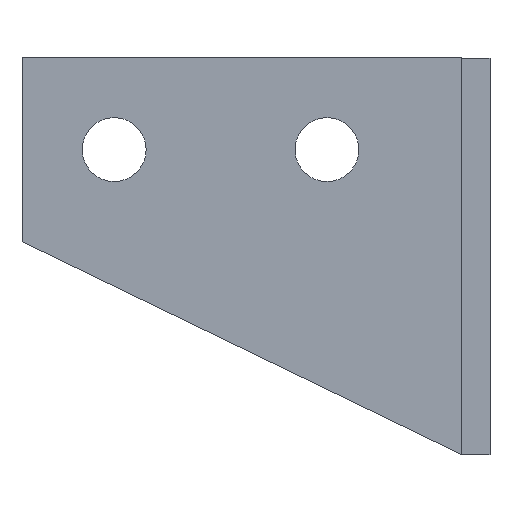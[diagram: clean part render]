
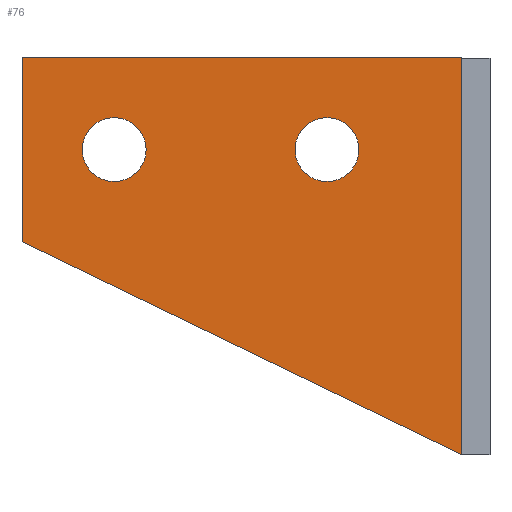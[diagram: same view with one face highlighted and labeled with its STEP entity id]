
A CAD part, front view. The second image highlights one B-rep face of the part: STEP entity #76.
In plain terms, the highlighted planar face has unit normal (0, -1, 0).
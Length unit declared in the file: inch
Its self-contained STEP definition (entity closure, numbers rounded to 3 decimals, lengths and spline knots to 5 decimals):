
#76=ADVANCED_FACE('',(#163,#164,#165),#166,.T.);
#163=FACE_BOUND('',#308,.T.);
#164=FACE_BOUND('',#309,.T.);
#165=FACE_OUTER_BOUND('',#310,.T.);
#166=PLANE('',#311);
#308=EDGE_LOOP('',(#498,#499,#500,#501));
#309=EDGE_LOOP('',(#502,#503,#504,#505));
#310=EDGE_LOOP('',(#506,#507,#508,#509));
#311=AXIS2_PLACEMENT_3D('',#510,#511,#512);
#498=ORIENTED_EDGE('',*,*,#713,.F.);
#499=ORIENTED_EDGE('',*,*,#685,.F.);
#500=ORIENTED_EDGE('',*,*,#690,.F.);
#501=ORIENTED_EDGE('',*,*,#714,.F.);
#502=ORIENTED_EDGE('',*,*,#715,.F.);
#503=ORIENTED_EDGE('',*,*,#716,.F.);
#504=ORIENTED_EDGE('',*,*,#717,.F.);
#505=ORIENTED_EDGE('',*,*,#718,.F.);
#506=ORIENTED_EDGE('',*,*,#699,.F.);
#507=ORIENTED_EDGE('',*,*,#719,.F.);
#508=ORIENTED_EDGE('',*,*,#720,.F.);
#509=ORIENTED_EDGE('',*,*,#721,.F.);
#510=CARTESIAN_POINT('',(2.21531,0.,0.2368));
#511=DIRECTION('',(0.0,-1.0,0.0));
#512=DIRECTION('',(1.0,0.0,0.0));
#685=EDGE_CURVE('',#791,#792,#793,.T.);
#690=EDGE_CURVE('',#800,#791,#801,.T.);
#699=EDGE_CURVE('',#815,#816,#817,.T.);
#713=EDGE_CURVE('',#792,#839,#840,.T.);
#714=EDGE_CURVE('',#839,#800,#841,.T.);
#715=EDGE_CURVE('',#842,#843,#844,.T.);
#716=EDGE_CURVE('',#845,#842,#846,.T.);
#717=EDGE_CURVE('',#847,#845,#848,.T.);
#718=EDGE_CURVE('',#843,#847,#849,.T.);
#719=EDGE_CURVE('',#850,#815,#851,.T.);
#720=EDGE_CURVE('',#852,#850,#853,.T.);
#721=EDGE_CURVE('',#816,#852,#854,.T.);
#791=VERTEX_POINT('',#947);
#792=VERTEX_POINT('',#948);
#793=B_SPLINE_CURVE_WITH_KNOTS('',3,(#949,#950,#951,#952),.UNSPECIFIED.,.F.,.F.,(4,4),(0.0,80.0),.UNSPECIFIED.);
#800=VERTEX_POINT('',#964);
#801=B_SPLINE_CURVE_WITH_KNOTS('',3,(#965,#966,#967,#968),.UNSPECIFIED.,.F.,.F.,(4,4),(0.0,80.0),.UNSPECIFIED.);
#815=VERTEX_POINT('',#994);
#816=VERTEX_POINT('',#995);
#817=LINE('',#996,#997);
#839=VERTEX_POINT('',#1037);
#840=B_SPLINE_CURVE_WITH_KNOTS('',3,(#1038,#1039,#1040,#1041),.UNSPECIFIED.,.F.,.F.,(4,4),(0.0,80.0),.UNSPECIFIED.);
#841=B_SPLINE_CURVE_WITH_KNOTS('',3,(#1042,#1043,#1044,#1045),.UNSPECIFIED.,.F.,.F.,(4,4),(0.0,80.0),.UNSPECIFIED.);
#842=VERTEX_POINT('',#1046);
#843=VERTEX_POINT('',#1047);
#844=B_SPLINE_CURVE_WITH_KNOTS('',3,(#1048,#1049,#1050,#1051),.UNSPECIFIED.,.F.,.F.,(4,4),(0.0,80.0),.UNSPECIFIED.);
#845=VERTEX_POINT('',#1052);
#846=B_SPLINE_CURVE_WITH_KNOTS('',3,(#1053,#1054,#1055,#1056),.UNSPECIFIED.,.F.,.F.,(4,4),(0.0,80.0),.UNSPECIFIED.);
#847=VERTEX_POINT('',#1057);
#848=B_SPLINE_CURVE_WITH_KNOTS('',3,(#1058,#1059,#1060,#1061),.UNSPECIFIED.,.F.,.F.,(4,4),(0.0,80.0),.UNSPECIFIED.);
#849=B_SPLINE_CURVE_WITH_KNOTS('',3,(#1062,#1063,#1064,#1065),.UNSPECIFIED.,.F.,.F.,(4,4),(0.0,80.0),.UNSPECIFIED.);
#850=VERTEX_POINT('',#1066);
#851=LINE('',#1067,#1068);
#852=VERTEX_POINT('',#1069);
#853=LINE('',#1070,#1071);
#854=LINE('',#1072,#1073);
#947=CARTESIAN_POINT('',(2.69335,0.,0.53241));
#948=CARTESIAN_POINT('',(2.97523,0.,0.81427));
#949=CARTESIAN_POINT('',(2.69335,0.,0.53241));
#950=CARTESIAN_POINT('',(2.84902,0.,0.53241));
#951=CARTESIAN_POINT('',(2.97523,0.,0.6586));
#952=CARTESIAN_POINT('',(2.97523,0.,0.81427));
#964=CARTESIAN_POINT('',(2.41149,0.,0.81427));
#965=CARTESIAN_POINT('',(2.41149,0.,0.81427));
#966=CARTESIAN_POINT('',(2.41149,0.,0.6586));
#967=CARTESIAN_POINT('',(2.53769,0.,0.53241));
#968=CARTESIAN_POINT('',(2.69335,0.,0.53241));
#994=CARTESIAN_POINT('',(3.88344,0.,-1.87908));
#995=CARTESIAN_POINT('',(0.,0.,0.));
#996=CARTESIAN_POINT('',(3.88344,0.,-1.87908));
#997=VECTOR('',#1242,1.);
#1037=CARTESIAN_POINT('',(2.69335,0.,1.09614));
#1038=CARTESIAN_POINT('',(2.97523,0.,0.81427));
#1039=CARTESIAN_POINT('',(2.97523,0.,0.96994));
#1040=CARTESIAN_POINT('',(2.84902,0.,1.09614));
#1041=CARTESIAN_POINT('',(2.69335,0.,1.09614));
#1042=CARTESIAN_POINT('',(2.69335,0.,1.09614));
#1043=CARTESIAN_POINT('',(2.53769,0.,1.09614));
#1044=CARTESIAN_POINT('',(2.41149,0.,0.96994));
#1045=CARTESIAN_POINT('',(2.41149,0.,0.81427));
#1046=CARTESIAN_POINT('',(1.09614,0.,0.81427));
#1047=CARTESIAN_POINT('',(0.81427,0.,1.09614));
#1048=CARTESIAN_POINT('',(1.09614,0.,0.81427));
#1049=CARTESIAN_POINT('',(1.09614,0.,0.96994));
#1050=CARTESIAN_POINT('',(0.96994,0.,1.09614));
#1051=CARTESIAN_POINT('',(0.81427,0.,1.09614));
#1052=CARTESIAN_POINT('',(0.81427,0.,0.53241));
#1053=CARTESIAN_POINT('',(0.81427,0.,0.53241));
#1054=CARTESIAN_POINT('',(0.96994,0.,0.53241));
#1055=CARTESIAN_POINT('',(1.09614,0.,0.6586));
#1056=CARTESIAN_POINT('',(1.09614,0.,0.81427));
#1057=CARTESIAN_POINT('',(0.53241,0.,0.81427));
#1058=CARTESIAN_POINT('',(0.53241,0.,0.81427));
#1059=CARTESIAN_POINT('',(0.53241,0.,0.6586));
#1060=CARTESIAN_POINT('',(0.6586,0.,0.53241));
#1061=CARTESIAN_POINT('',(0.81427,0.,0.53241));
#1062=CARTESIAN_POINT('',(0.81427,0.,1.09614));
#1063=CARTESIAN_POINT('',(0.6586,0.,1.09614));
#1064=CARTESIAN_POINT('',(0.53241,0.,0.96994));
#1065=CARTESIAN_POINT('',(0.53241,0.,0.81427));
#1066=CARTESIAN_POINT('',(3.88325,0.,1.62854));
#1067=CARTESIAN_POINT('',(3.88325,0.,1.62854));
#1068=VECTOR('',#1249,1.);
#1069=CARTESIAN_POINT('',(0.,0.,1.62854));
#1070=CARTESIAN_POINT('',(0.,0.,1.62854));
#1071=VECTOR('',#1250,1.0);
#1072=CARTESIAN_POINT('',(0.,0.,0.));
#1073=VECTOR('',#1251,1.0);
#1242=DIRECTION('',(-0.9,0.0,0.436));
#1249=DIRECTION('',(0.,0.0,-1.));
#1250=DIRECTION('',(1.0,0.0,0.0));
#1251=DIRECTION('',(0.0,0.0,1.0));
